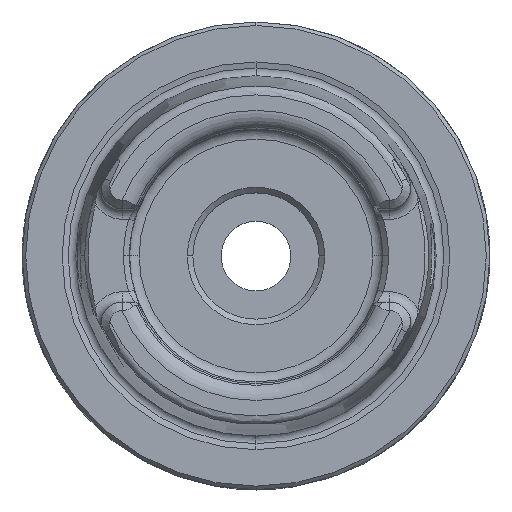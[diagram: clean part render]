
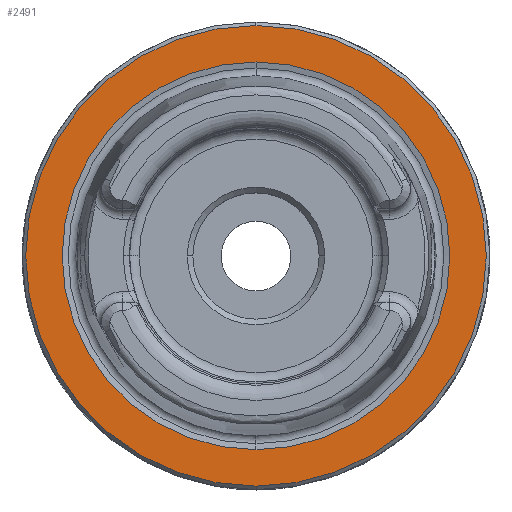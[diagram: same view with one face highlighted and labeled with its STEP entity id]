
A CAD part, top view. The second image highlights one B-rep face of the part: STEP entity #2491.
In plain terms, the highlighted planar face has unit normal (0, 0, 1).
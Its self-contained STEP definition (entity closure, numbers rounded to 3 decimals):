
#1991=EDGE_CURVE('NONE',#4469,#2811,#5103,.T.);
#2219=EDGE_CURVE('NONE',#3355,#3549,#5350,.T.);
#2491=ADVANCED_FACE('NONE',(#5657,#5658),#5659,.F.);
#2811=VERTEX_POINT('NONE',#6010);
#3355=VERTEX_POINT('NONE',#6608);
#3549=VERTEX_POINT('NONE',#6825);
#4087=EDGE_CURVE('NONE',#3549,#3355,#7418,.F.);
#4363=EDGE_CURVE('NONE',#2811,#4469,#7718,.T.);
#4469=VERTEX_POINT('NONE',#7834);
#5103=CIRCLE('',#9255,30.995);
#5350=CIRCLE('',#9844,26.09);
#5657=FACE_OUTER_BOUND('',#10631,.T.);
#5658=FACE_BOUND('',#10632,.T.);
#5659=PLANE('',#10633);
#6010=CARTESIAN_POINT('',(0.,30.995,0.));
#6608=CARTESIAN_POINT('',(0.,-26.09,0.));
#6825=CARTESIAN_POINT('',(0.0,26.09,0.));
#7418=CIRCLE('',#15168,26.09);
#7718=CIRCLE('',#15928,30.995);
#7834=CARTESIAN_POINT('',(0.,-30.995,0.));
#9255=AXIS2_PLACEMENT_3D('',#17181,#17182,#17183);
#9844=AXIS2_PLACEMENT_3D('',#17446,#17447,#17448);
#10631=EDGE_LOOP('',(#17836,#17837));
#10632=EDGE_LOOP('',(#17838,#17839));
#10633=AXIS2_PLACEMENT_3D('',#17840,#17841,#17842);
#15168=AXIS2_PLACEMENT_3D('',#19784,#19785,#19786);
#15928=AXIS2_PLACEMENT_3D('',#20135,#20136,#20137);
#17181=CARTESIAN_POINT('',(0.0,0.,0.));
#17182=DIRECTION('',(0.0,0.0,1.0));
#17183=DIRECTION('',(0.0,-1.0,0.0));
#17446=CARTESIAN_POINT('',(0.0,0.,0.));
#17447=DIRECTION('',(0.0,0.0,1.0));
#17448=DIRECTION('',(0.0,1.0,-0.0));
#17836=ORIENTED_EDGE('',*,*,#1991,.T.);
#17837=ORIENTED_EDGE('',*,*,#4363,.T.);
#17838=ORIENTED_EDGE('',*,*,#4087,.F.);
#17839=ORIENTED_EDGE('',*,*,#2219,.F.);
#17840=CARTESIAN_POINT('',(0.0,-24.796,0.));
#17841=DIRECTION('',(0.0,0.0,-1.0));
#17842=DIRECTION('',(0.0,-1.0,0.0));
#19784=CARTESIAN_POINT('',(0.0,0.,0.));
#19785=DIRECTION('',(0.0,0.0,-1.0));
#19786=DIRECTION('',(0.0,1.0,0.0));
#20135=CARTESIAN_POINT('',(0.0,0.,0.));
#20136=DIRECTION('',(0.0,0.0,1.0));
#20137=DIRECTION('',(0.0,-1.0,0.0));
